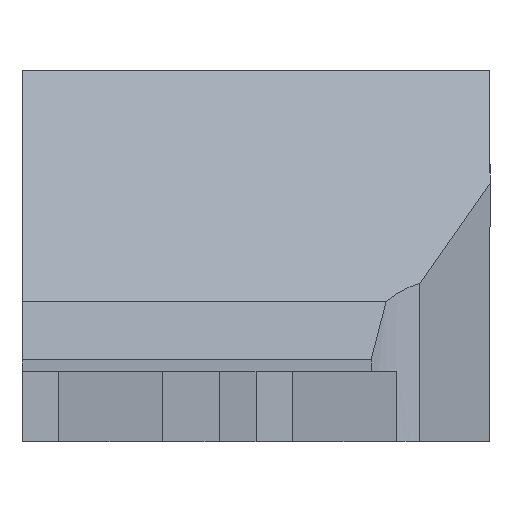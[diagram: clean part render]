
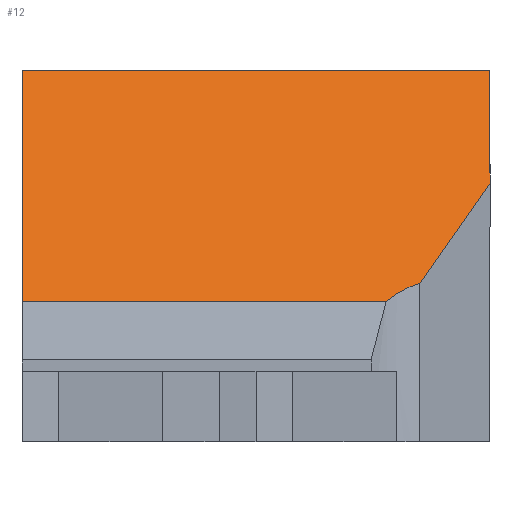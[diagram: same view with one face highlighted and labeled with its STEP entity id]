
A CAD part, left-side view. The second image highlights one B-rep face of the part: STEP entity #12.
In plain terms, the highlighted planar face has unit normal (-0.707, 0, 0.707).
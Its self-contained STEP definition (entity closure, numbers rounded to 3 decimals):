
#12 = ADVANCED_FACE ( 'NONE', ( #1150 ), #2986, .T. ) ;
#64 = EDGE_CURVE ( 'NONE', #1741, #2985, #2602, .T. ) ;
#65 = ORIENTED_EDGE ( 'NONE', *, *, #1372, .T. ) ;
#133 = AXIS2_PLACEMENT_3D ( 'NONE', #620, #1932, #358 ) ;
#284 = LINE ( 'NONE', #2687, #2999 ) ;
#324 = DIRECTION ( 'NONE',  ( 0., -1., 0. ) ) ;
#358 = DIRECTION ( 'NONE',  ( -0.707, 0., -0.707 ) ) ;
#459 = DIRECTION ( 'NONE',  ( 0.634, -0.444, 0.634 ) ) ;
#539 = VECTOR ( 'NONE', #2753, 1000. ) ;
#620 = CARTESIAN_POINT ( 'NONE',  ( -124.33, 169.477, 6. ) ) ;
#635 = VERTEX_POINT ( 'NONE', #682 ) ;
#671 = VERTEX_POINT ( 'NONE', #2536 ) ;
#682 = CARTESIAN_POINT ( 'NONE',  ( -123.56, -7., 6.77 ) ) ;
#772 = LINE ( 'NONE', #1710, #539 ) ;
#838 = CARTESIAN_POINT ( 'NONE',  ( -114.455, 169.477, 15.875 ) ) ;
#842 = CARTESIAN_POINT ( 'NONE',  ( -124.33, 10., 6. ) ) ;
#1094 = LINE ( 'NONE', #838, #3041 ) ;
#1150 = FACE_OUTER_BOUND ( 'NONE', #2136, .T. ) ;
#1155 = ORIENTED_EDGE ( 'NONE', *, *, #2502, .T. ) ;
#1264 = ORIENTED_EDGE ( 'NONE', *, *, #2829, .T. ) ;
#1265 =( BOUNDED_CURVE ( )  B_SPLINE_CURVE ( 3, ( #1902, #2953, #1362, #2941 ),
 .UNSPECIFIED., .F., .F. ) 
 B_SPLINE_CURVE_WITH_KNOTS ( ( 4, 4 ),
 ( 5.591, 5.991 ),
 .UNSPECIFIED. ) 
 CURVE ( )  GEOMETRIC_REPRESENTATION_ITEM ( )  RATIONAL_B_SPLINE_CURVE ( ( 1., 0.987, 0.987, 1. ) ) 
 REPRESENTATION_ITEM ( '' )  );
#1362 = CARTESIAN_POINT ( 'NONE',  ( -123.718, -6.473, 6.612 ) ) ;
#1372 = EDGE_CURVE ( 'NONE', #635, #1589, #2913, .T. ) ;
#1408 = CARTESIAN_POINT ( 'NONE',  ( -119.276, -10., 11.055 ) ) ;
#1485 = ORIENTED_EDGE ( 'NONE', *, *, #64, .T. ) ;
#1532 = EDGE_CURVE ( 'NONE', #2696, #1741, #772, .T. ) ;
#1589 = VERTEX_POINT ( 'NONE', #1408 ) ;
#1710 = CARTESIAN_POINT ( 'NONE',  ( -119.728, 10., 10.603 ) ) ;
#1741 = VERTEX_POINT ( 'NONE', #842 ) ;
#1899 = DIRECTION ( 'NONE',  ( 0.707, 0., 0.707 ) ) ;
#1902 = CARTESIAN_POINT ( 'NONE',  ( -124.33, -5.563, 6. ) ) ;
#1932 = DIRECTION ( 'NONE',  ( -0.707, 0., 0.707 ) ) ;
#1955 = ORIENTED_EDGE ( 'NONE', *, *, #1532, .T. ) ;
#1968 = CARTESIAN_POINT ( 'NONE',  ( -114.455, 10., 15.875 ) ) ;
#2136 = EDGE_LOOP ( 'NONE', ( #1955, #1485, #1264, #65, #1155, #2503 ) ) ;
#2307 = CARTESIAN_POINT ( 'NONE',  ( -191.824, 40.799, -61.494 ) ) ;
#2418 = DIRECTION ( 'NONE',  ( 0., -1., 0. ) ) ;
#2502 = EDGE_CURVE ( 'NONE', #1589, #671, #284, .T. ) ;
#2503 = ORIENTED_EDGE ( 'NONE', *, *, #2855, .F. ) ;
#2536 = CARTESIAN_POINT ( 'NONE',  ( -114.455, -10., 15.875 ) ) ;
#2545 = VECTOR ( 'NONE', #459, 1000. ) ;
#2602 = LINE ( 'NONE', #2951, #3229 ) ;
#2687 = CARTESIAN_POINT ( 'NONE',  ( -119.728, -10., 10.603 ) ) ;
#2696 = VERTEX_POINT ( 'NONE', #1968 ) ;
#2753 = DIRECTION ( 'NONE',  ( -0.707, 0., -0.707 ) ) ;
#2829 = EDGE_CURVE ( 'NONE', #2985, #635, #1265, .T. ) ;
#2855 = EDGE_CURVE ( 'NONE', #2696, #671, #1094, .T. ) ;
#2913 = LINE ( 'NONE', #2307, #2545 ) ;
#2941 = CARTESIAN_POINT ( 'NONE',  ( -123.56, -7., 6.77 ) ) ;
#2951 = CARTESIAN_POINT ( 'NONE',  ( -124.33, 169.477, 6. ) ) ;
#2953 = CARTESIAN_POINT ( 'NONE',  ( -123.979, -5.987, 6.351 ) ) ;
#2985 = VERTEX_POINT ( 'NONE', #3033 ) ;
#2986 = PLANE ( 'NONE',  #133 ) ;
#2999 = VECTOR ( 'NONE', #1899, 1000. ) ;
#3033 = CARTESIAN_POINT ( 'NONE',  ( -124.33, -5.563, 6. ) ) ;
#3041 = VECTOR ( 'NONE', #2418, 1000. ) ;
#3229 = VECTOR ( 'NONE', #324, 1000. ) ;
